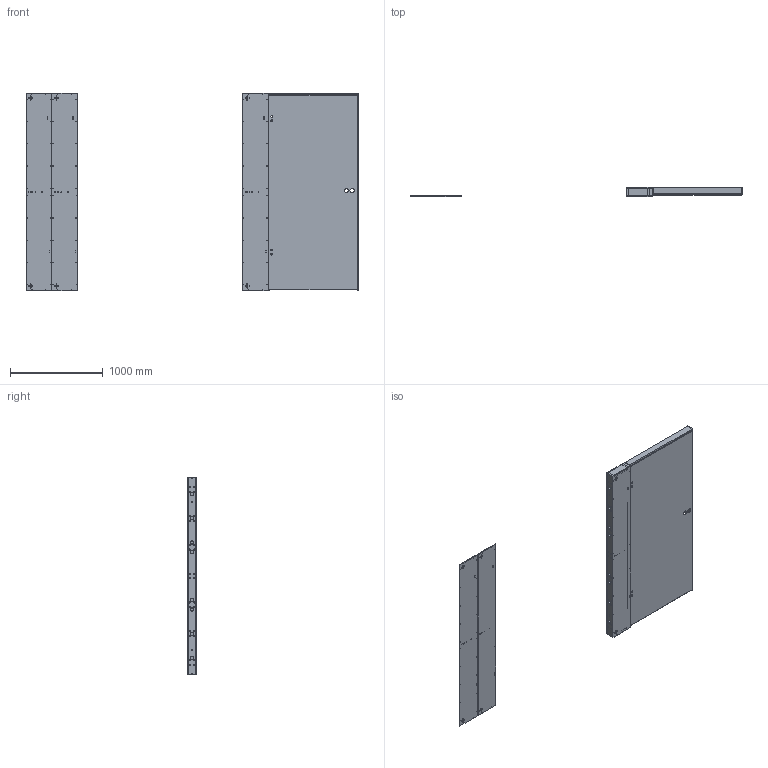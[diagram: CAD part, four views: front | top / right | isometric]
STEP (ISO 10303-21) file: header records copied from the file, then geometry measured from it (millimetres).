
FILE_DESCRIPTION(/* description */ (''),/* implementation_level */ '2;1');
FILE_NAME(/* name */ '003.011 B cncberlin box modules v64.step',/* time_stamp */ '2022-04-04T14:35:56+02:00',/* author */ (''),/* organization */ (''),/* preprocessor_version */ '',/* originating_system */ '',/* authorisation */ '');
FILE_SCHEMA (('AUTOMOTIVE_DESIGN { 1 0 10303 214 3 1 1 }'));
Length unit declared in the file: millimetre
Products named in the file (13): 003.011 B cncberlin box modules; module-door-2120x1240; stud; ESG Glas Door 8mm; Klemmblock; sill n top plate for door; stud-door-left; door jamb; door header plate; seal; CAM4 door; CAM-10mm-door; module-door-faceplate
Assembly tree (20 placements, depth 4):
  003.011 B cncberlin box modules
    module-door-2120x1240
      module-door-faceplate  x2
      stud-door-left  x2
      Klemmblock  x2
      stud
      sill n top plate for door  x3
      door jamb  x2
      ESG Glas Door 8mm
      door header plate
      seal
    CAM4 door
      CAM-10mm-door
        module-door-faceplate  x2
Bounding box: 3570 x 100 x 2120 mm (x, y, z)
Volume: 56955505.4 mm3; surface area: 11409783.6 mm2
Topology: 17 solids, 17 shells, 540 faces, 1368 edges, 912 vertices
Faces by surface type: cylinder 284, plane 256
Full cylindrical faces by diameter (mm): 2 x24, 4 x90, 6 x16, 12 x44, 19 x4, 35 x8, 45 x2
Entity records: 8007 total; most frequent: DIRECTION 1398, CARTESIAN_POINT 1267, ORIENTED_EDGE 1176, EDGE_CURVE 588, AXIS2_PLACEMENT_3D 523, EDGE_LOOP 406, VERTEX_POINT 392, LINE 352
